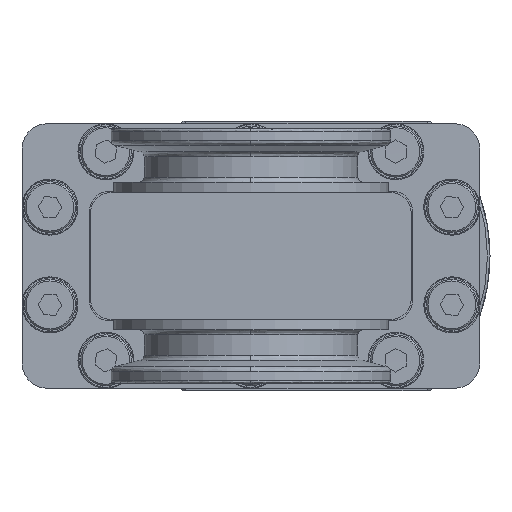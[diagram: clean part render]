
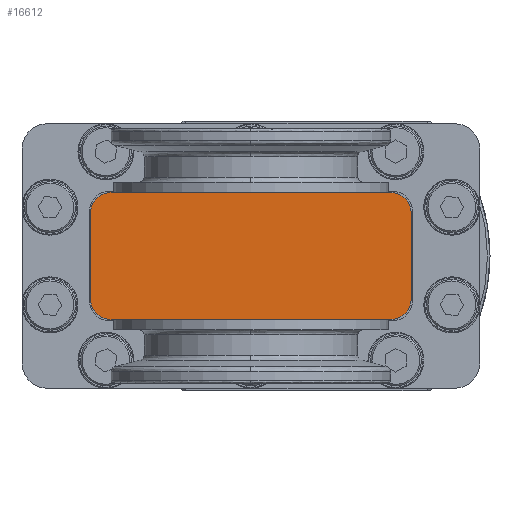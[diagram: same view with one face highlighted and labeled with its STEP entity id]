
A CAD part, front view. The second image highlights one B-rep face of the part: STEP entity #16612.
In plain terms, the highlighted planar face has unit normal (0, 1, 0).
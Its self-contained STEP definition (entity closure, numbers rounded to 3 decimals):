
#168 = EDGE_CURVE ( 'NONE', #20056, #16264, #16867, .T. ) ;
#706 = CARTESIAN_POINT ( 'NONE',  ( -27.5, -107., 12.5 ) ) ;
#717 = CARTESIAN_POINT ( 'NONE',  ( 31.5, -107., -8.5 ) ) ;
#760 = CARTESIAN_POINT ( 'NONE',  ( -27.5, -107., -8.5 ) ) ;
#1533 = LINE ( 'NONE', #18826, #28532 ) ;
#1799 = AXIS2_PLACEMENT_3D ( 'NONE', #15680, #25903, #18100 ) ;
#2604 = DIRECTION ( 'NONE',  ( -1., 0., 0. ) ) ;
#3019 = ORIENTED_EDGE ( 'NONE', *, *, #30783, .T. ) ;
#4408 = VECTOR ( 'NONE', #23975, 1000. ) ;
#4447 = CARTESIAN_POINT ( 'NONE',  ( -31.5, -107., -8.5 ) ) ;
#4667 = AXIS2_PLACEMENT_3D ( 'NONE', #14383, #24423, #22157 ) ;
#5112 = EDGE_LOOP ( 'NONE', ( #11576, #14976, #3019, #31154, #28617, #18041, #10040, #6423 ) ) ;
#5153 = VERTEX_POINT ( 'NONE', #22636 ) ;
#5176 = DIRECTION ( 'NONE',  ( -1., 0., 0. ) ) ;
#5665 = PLANE ( 'NONE',  #1799 ) ;
#6423 = ORIENTED_EDGE ( 'NONE', *, *, #168, .T. ) ;
#6752 = EDGE_CURVE ( 'NONE', #20811, #13996, #7471, .T. ) ;
#7471 = LINE ( 'NONE', #21548, #4408 ) ;
#8583 = FACE_OUTER_BOUND ( 'NONE', #5112, .T. ) ;
#9319 = AXIS2_PLACEMENT_3D ( 'NONE', #16711, #17464, #5176 ) ;
#9468 = VERTEX_POINT ( 'NONE', #11957 ) ;
#9921 = EDGE_CURVE ( 'NONE', #5153, #20811, #32054, .T. ) ;
#10040 = ORIENTED_EDGE ( 'NONE', *, *, #18549, .T. ) ;
#10620 = DIRECTION ( 'NONE',  ( 0., 1., 0. ) ) ;
#11576 = ORIENTED_EDGE ( 'NONE', *, *, #11843, .T. ) ;
#11843 = EDGE_CURVE ( 'NONE', #16264, #28884, #25515, .T. ) ;
#11957 = CARTESIAN_POINT ( 'NONE',  ( 31.5, -107., 8.5 ) ) ;
#12285 = CARTESIAN_POINT ( 'NONE',  ( -31.5, -107., -8.5 ) ) ;
#12450 = DIRECTION ( 'NONE',  ( 0., 0., 1. ) ) ;
#13996 = VERTEX_POINT ( 'NONE', #29821 ) ;
#14383 = CARTESIAN_POINT ( 'NONE',  ( 27.5, -107., 8.5 ) ) ;
#14976 = ORIENTED_EDGE ( 'NONE', *, *, #21198, .T. ) ;
#15067 = CARTESIAN_POINT ( 'NONE',  ( -27.5, -107., -12.5 ) ) ;
#15680 = CARTESIAN_POINT ( 'NONE',  ( -27.5, -107., -8.5 ) ) ;
#16264 = VERTEX_POINT ( 'NONE', #25943 ) ;
#16551 = DIRECTION ( 'NONE',  ( -1., 0., 0. ) ) ;
#16612 = ADVANCED_FACE ( 'NONE', ( #8583 ), #5665, .T. ) ;
#16711 = CARTESIAN_POINT ( 'NONE',  ( -27.5, -107., 8.5 ) ) ;
#16867 = CIRCLE ( 'NONE', #23605, 4. ) ;
#16907 = VERTEX_POINT ( 'NONE', #4447 ) ;
#17183 = CARTESIAN_POINT ( 'NONE',  ( 27.5, -107., -8.5 ) ) ;
#17464 = DIRECTION ( 'NONE',  ( 0., 1., 0. ) ) ;
#18041 = ORIENTED_EDGE ( 'NONE', *, *, #26134, .T. ) ;
#18100 = DIRECTION ( 'NONE',  ( -1., 0., 0. ) ) ;
#18549 = EDGE_CURVE ( 'NONE', #9468, #20056, #1533, .T. ) ;
#18826 = CARTESIAN_POINT ( 'NONE',  ( 31.5, -107., -8.5 ) ) ;
#19633 = CIRCLE ( 'NONE', #4667, 4. ) ;
#20056 = VERTEX_POINT ( 'NONE', #717 ) ;
#20489 = DIRECTION ( 'NONE',  ( -1., 0., 0. ) ) ;
#20811 = VERTEX_POINT ( 'NONE', #706 ) ;
#21198 = EDGE_CURVE ( 'NONE', #28884, #16907, #27236, .T. ) ;
#21548 = CARTESIAN_POINT ( 'NONE',  ( -27.5, -107., 12.5 ) ) ;
#21691 = LINE ( 'NONE', #12285, #31346 ) ;
#22054 = AXIS2_PLACEMENT_3D ( 'NONE', #760, #10620, #20489 ) ;
#22157 = DIRECTION ( 'NONE',  ( -1., 0., 0. ) ) ;
#22636 = CARTESIAN_POINT ( 'NONE',  ( -31.5, -107., 8.5 ) ) ;
#23605 = AXIS2_PLACEMENT_3D ( 'NONE', #17183, #30165, #2604 ) ;
#23975 = DIRECTION ( 'NONE',  ( 1., 0., 0. ) ) ;
#23987 = CARTESIAN_POINT ( 'NONE',  ( -27.5, -107., -12.5 ) ) ;
#24139 = VECTOR ( 'NONE', #16551, 1000. ) ;
#24423 = DIRECTION ( 'NONE',  ( 0., 1., 0. ) ) ;
#25515 = LINE ( 'NONE', #23987, #24139 ) ;
#25903 = DIRECTION ( 'NONE',  ( 0., 1., 0. ) ) ;
#25943 = CARTESIAN_POINT ( 'NONE',  ( 27.5, -107., -12.5 ) ) ;
#26134 = EDGE_CURVE ( 'NONE', #13996, #9468, #19633, .T. ) ;
#27236 = CIRCLE ( 'NONE', #22054, 4. ) ;
#28532 = VECTOR ( 'NONE', #28734, 1000. ) ;
#28617 = ORIENTED_EDGE ( 'NONE', *, *, #6752, .T. ) ;
#28734 = DIRECTION ( 'NONE',  ( 0., 0., -1. ) ) ;
#28884 = VERTEX_POINT ( 'NONE', #15067 ) ;
#29821 = CARTESIAN_POINT ( 'NONE',  ( 27.5, -107., 12.5 ) ) ;
#30165 = DIRECTION ( 'NONE',  ( 0., 1., 0. ) ) ;
#30783 = EDGE_CURVE ( 'NONE', #16907, #5153, #21691, .T. ) ;
#31154 = ORIENTED_EDGE ( 'NONE', *, *, #9921, .T. ) ;
#31346 = VECTOR ( 'NONE', #12450, 1000. ) ;
#32054 = CIRCLE ( 'NONE', #9319, 4. ) ;
